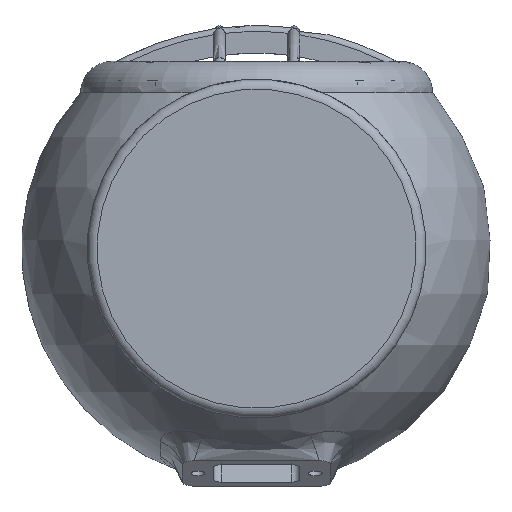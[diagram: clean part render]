
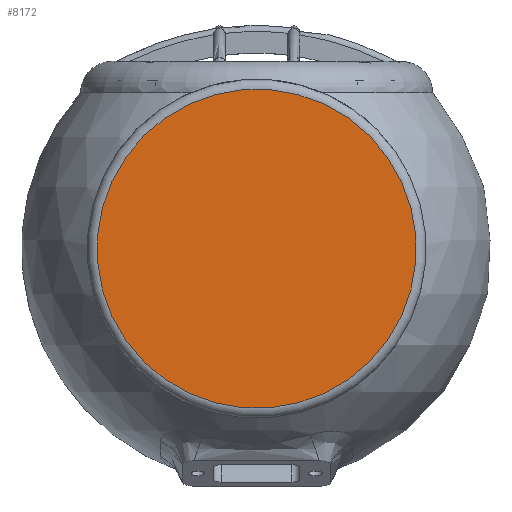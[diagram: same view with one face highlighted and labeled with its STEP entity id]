
A CAD part, front view. The second image highlights one B-rep face of the part: STEP entity #8172.
In plain terms, the highlighted planar face has unit normal (0, -1, 0).
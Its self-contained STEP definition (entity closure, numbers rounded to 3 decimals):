
#684=PLANE('',#8930);
#989=FACE_OUTER_BOUND('',#1452,.T.);
#1452=EDGE_LOOP('',(#6825,#6826));
#2978=CIRCLE('',#8927,40.8);
#2980=CIRCLE('',#8929,40.8);
#3711=VERTEX_POINT('',#15205);
#3712=VERTEX_POINT('',#15206);
#4810=EDGE_CURVE('',#3711,#3712,#2978,.T.);
#4812=EDGE_CURVE('',#3712,#3711,#2980,.T.);
#6825=ORIENTED_EDGE('',*,*,#4810,.F.);
#6826=ORIENTED_EDGE('',*,*,#4812,.F.);
#8172=ADVANCED_FACE('',(#989),#684,.T.);
#8927=AXIS2_PLACEMENT_3D('',#15207,#10674,#10675);
#8929=AXIS2_PLACEMENT_3D('',#15209,#10678,#10679);
#8930=AXIS2_PLACEMENT_3D('',#15210,#10680,#10681);
#10674=DIRECTION('center_axis',(0.,1.,0.));
#10675=DIRECTION('ref_axis',(1.,0.,0.));
#10678=DIRECTION('center_axis',(0.,1.,0.));
#10679=DIRECTION('ref_axis',(1.,0.,0.));
#10680=DIRECTION('center_axis',(0.,-1.,0.));
#10681=DIRECTION('ref_axis',(1.,0.,0.));
#15205=CARTESIAN_POINT('',(-40.8,-200.,-39.875));
#15206=CARTESIAN_POINT('',(0.,-200.,0.925));
#15207=CARTESIAN_POINT('Origin',(0.,-200.,-39.875));
#15209=CARTESIAN_POINT('Origin',(0.,-200.,-39.875));
#15210=CARTESIAN_POINT('Origin',(0.,-200.,-39.875));
